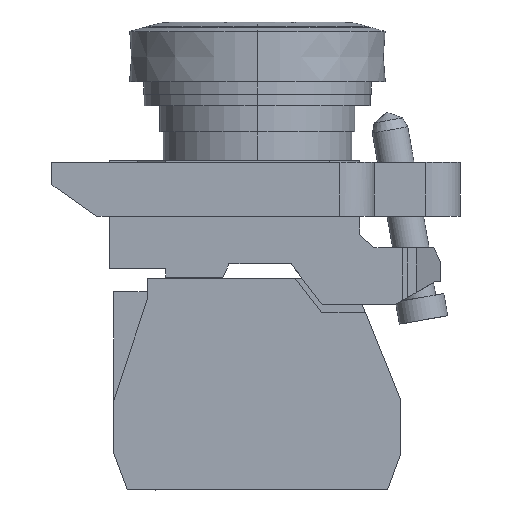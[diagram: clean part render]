
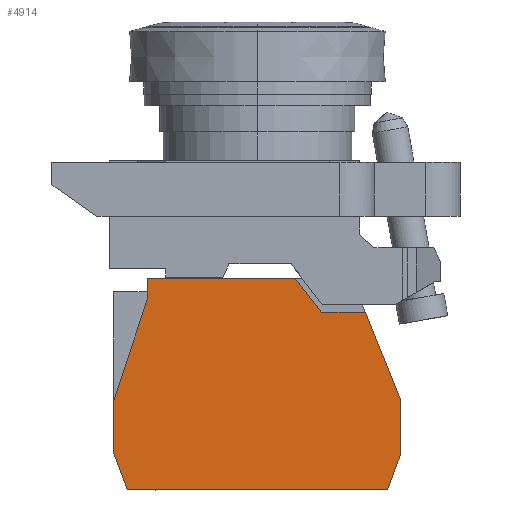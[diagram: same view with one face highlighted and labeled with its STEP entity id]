
A CAD part, left-side view. The second image highlights one B-rep face of the part: STEP entity #4914.
In plain terms, the highlighted planar face has unit normal (-1, 0, 0).
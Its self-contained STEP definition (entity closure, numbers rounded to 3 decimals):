
#4344=DIRECTION('',(0.,0.313,-0.95));
#4345=VECTOR('',#4344,11.808);
#4346=CARTESIAN_POINT('',(10.075,28.5,21.2));
#4347=LINE('',#4346,#4345);
#4348=DIRECTION('',(0.,1.,0.));
#4349=VECTOR('',#4348,16.5);
#4350=CARTESIAN_POINT('',(10.075,12.,23.6));
#4351=LINE('',#4350,#4349);
#4352=DIRECTION('',(0.,0.616,0.788));
#4353=VECTOR('',#4352,4.822);
#4354=CARTESIAN_POINT('',(10.075,9.031,19.8));
#4355=LINE('',#4354,#4353);
#4356=DIRECTION('',(0.,1.,0.));
#4357=VECTOR('',#4356,4.866);
#4358=CARTESIAN_POINT('',(10.075,4.165,19.8));
#4359=LINE('',#4358,#4357);
#4360=DIRECTION('',(0.,0.375,0.927));
#4361=VECTOR('',#4360,10.584);
#4362=CARTESIAN_POINT('',(10.075,0.2,9.987));
#4363=LINE('',#4362,#4361);
#4364=DIRECTION('',(0.,0.,1.));
#4365=VECTOR('',#4364,5.866);
#4366=CARTESIAN_POINT('',(10.075,0.2,4.121));
#4367=LINE('',#4366,#4365);
#4368=DIRECTION('',(0.,-0.342,0.94));
#4369=VECTOR('',#4368,4.386);
#4370=CARTESIAN_POINT('',(10.075,1.7,0.));
#4371=LINE('',#4370,#4369);
#4372=DIRECTION('',(0.,-1.,0.));
#4373=VECTOR('',#4372,29.);
#4374=CARTESIAN_POINT('',(10.075,30.7,0.));
#4375=LINE('',#4374,#4373);
#4376=DIRECTION('',(0.,-0.342,-0.94));
#4377=VECTOR('',#4376,4.386);
#4378=CARTESIAN_POINT('',(10.075,32.2,4.121));
#4379=LINE('',#4378,#4377);
#4380=DIRECTION('',(0.,0.,-1.));
#4381=VECTOR('',#4380,5.866);
#4382=CARTESIAN_POINT('',(10.075,32.2,9.987));
#4383=LINE('',#4382,#4381);
#4500=DIRECTION('',(0.,0.,1.));
#4501=VECTOR('',#4500,2.4);
#4502=CARTESIAN_POINT('',(10.075,28.5,21.2));
#4503=LINE('',#4502,#4501);
#4707=CARTESIAN_POINT('',(10.075,28.5,21.2));
#4709=VERTEX_POINT('',#4707);
#4720=CARTESIAN_POINT('',(10.075,28.5,23.6));
#4721=VERTEX_POINT('',#4720);
#4722=CARTESIAN_POINT('',(10.075,32.2,9.987));
#4723=VERTEX_POINT('',#4722);
#4724=CARTESIAN_POINT('',(10.075,12.,23.6));
#4725=VERTEX_POINT('',#4724);
#4726=CARTESIAN_POINT('',(10.075,9.031,19.8));
#4727=VERTEX_POINT('',#4726);
#4728=CARTESIAN_POINT('',(10.075,4.165,19.8));
#4729=VERTEX_POINT('',#4728);
#4730=CARTESIAN_POINT('',(10.075,0.2,9.987));
#4731=VERTEX_POINT('',#4730);
#4732=CARTESIAN_POINT('',(10.075,0.2,4.121));
#4733=VERTEX_POINT('',#4732);
#4734=CARTESIAN_POINT('',(10.075,1.7,0.));
#4735=VERTEX_POINT('',#4734);
#4736=CARTESIAN_POINT('',(10.075,30.7,0.));
#4737=VERTEX_POINT('',#4736);
#4738=CARTESIAN_POINT('',(10.075,32.2,4.121));
#4739=VERTEX_POINT('',#4738);
#4886=CARTESIAN_POINT('',(10.075,0.2,0.));
#4887=DIRECTION('',(-1.,0.,0.));
#4888=DIRECTION('',(0.,0.,-1.));
#4889=AXIS2_PLACEMENT_3D('',#4886,#4887,#4888);
#4890=PLANE('',#4889);
#4892=ORIENTED_EDGE('',*,*,#4891,.F.);
#4894=ORIENTED_EDGE('',*,*,#4893,.T.);
#4896=ORIENTED_EDGE('',*,*,#4895,.F.);
#4898=ORIENTED_EDGE('',*,*,#4897,.F.);
#4900=ORIENTED_EDGE('',*,*,#4899,.F.);
#4902=ORIENTED_EDGE('',*,*,#4901,.F.);
#4904=ORIENTED_EDGE('',*,*,#4903,.F.);
#4906=ORIENTED_EDGE('',*,*,#4905,.F.);
#4907=ORIENTED_EDGE('',*,*,#4861,.F.);
#4909=ORIENTED_EDGE('',*,*,#4908,.F.);
#4911=ORIENTED_EDGE('',*,*,#4910,.F.);
#4912=EDGE_LOOP('',(#4892,#4894,#4896,#4898,#4900,#4902,#4904,#4906,#4907,#4909,
#4911));
#4913=FACE_OUTER_BOUND('',#4912,.F.);
#4861=EDGE_CURVE('',#4737,#4735,#4375,.T.);
#4891=EDGE_CURVE('',#4709,#4723,#4347,.T.);
#4893=EDGE_CURVE('',#4709,#4721,#4503,.T.);
#4895=EDGE_CURVE('',#4725,#4721,#4351,.T.);
#4897=EDGE_CURVE('',#4727,#4725,#4355,.T.);
#4899=EDGE_CURVE('',#4729,#4727,#4359,.T.);
#4901=EDGE_CURVE('',#4731,#4729,#4363,.T.);
#4903=EDGE_CURVE('',#4733,#4731,#4367,.T.);
#4905=EDGE_CURVE('',#4735,#4733,#4371,.T.);
#4908=EDGE_CURVE('',#4739,#4737,#4379,.T.);
#4910=EDGE_CURVE('',#4723,#4739,#4383,.T.);
#4914=ADVANCED_FACE('',(#4913),#4890,.T.);
